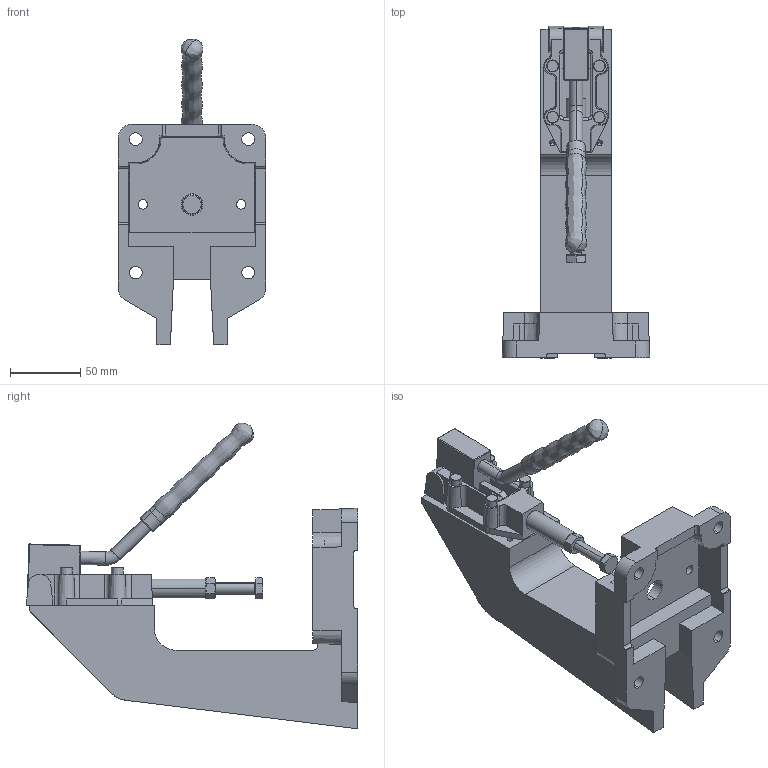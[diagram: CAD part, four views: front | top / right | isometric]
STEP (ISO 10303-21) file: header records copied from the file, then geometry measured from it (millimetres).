
FILE_DESCRIPTION (( 'STEP AP214' ), '1' );
FILE_NAME ('GH-30600PR(Â²¤Æ)-2.STEP', '2020-06-18T02:51:34', ( 'LinWei' ), ( '' ), 'SwSTEP 2.0', 'SolidWorks 2016', '' );
FILE_SCHEMA (( 'AUTOMOTIVE_DESIGN' ));
Length unit declared in the file: millimetre
Products named in the file (7): GH-30600MB(簡化)-1^GH-30600PR(簡化)-2; Group5^GH-30600PR(簡化)-2; Group4^GH-30600PR(簡化)-2; Group3^GH-30600PR(簡化)-2; Group2^GH-30600PR(簡化)-2; Group1^GH-30600PR(簡化)-2; GH-30600PR(簡化)-2
Assembly tree (6 placements, depth 2):
  GH-30600PR(簡化)-2
    Group1^GH-30600PR(簡化)-2
    Group2^GH-30600PR(簡化)-2
    Group3^GH-30600PR(簡化)-2
    Group4^GH-30600PR(簡化)-2
    Group5^GH-30600PR(簡化)-2
    GH-30600MB(簡化)-1^GH-30600PR(簡化)-2
Bounding box: 105 x 236.25 x 217.64 mm (x, y, z)
Volume: 563909.9 mm3; surface area: 146749.7 mm2
Topology: 6 solids, 6 shells, 607 faces, 1487 edges, 898 vertices
Faces by surface type: cone 232, cylinder 180, plane 171, bspline 14, torus 10
Entity records: 19626 total; most frequent: CARTESIAN_POINT 3991, DIRECTION 3181, ORIENTED_EDGE 2934, EDGE_CURVE 1467, AXIS2_PLACEMENT_3D 1212, VERTEX_POINT 898, LINE 757, VECTOR 757
